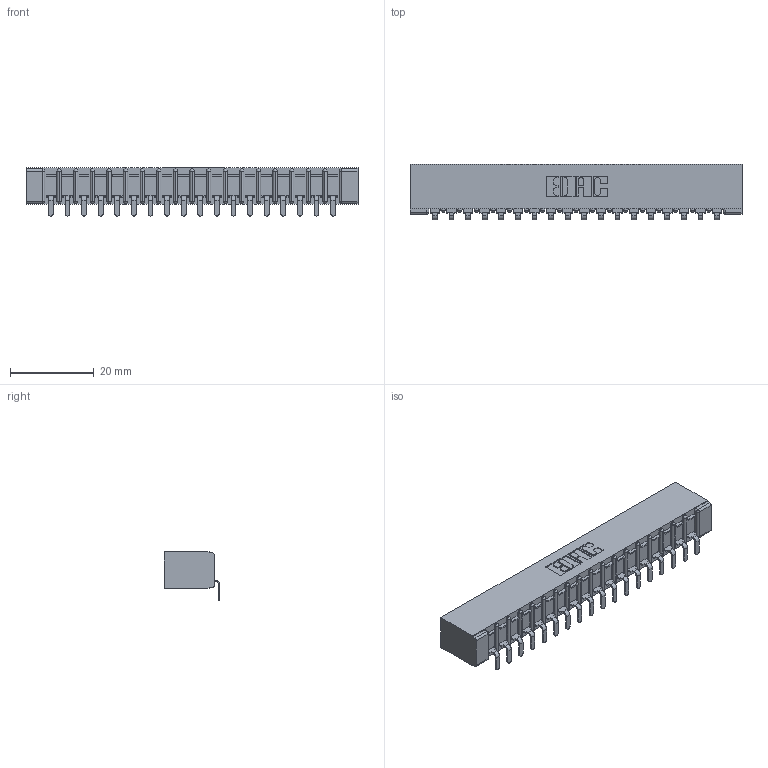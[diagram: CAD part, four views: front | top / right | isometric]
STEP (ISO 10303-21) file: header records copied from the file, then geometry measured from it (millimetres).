
FILE_DESCRIPTION (( 'STEP AP203' ), '1' );
FILE_NAME ('307-018-553-101.STEP', '2019-09-04T22:15:45', ( '' ), ( '' ), 'SwSTEP 2.0', 'SolidWorks 2016', '' );
FILE_SCHEMA (( 'CONFIG_CONTROL_DESIGN' ));
Length unit declared in the file: inch
Products named in the file (3): 307 Part_No Mounting Lugs; 307-290-002_553; 307-018-553-101
Assembly tree (19 placements, depth 2):
  307-018-553-101
    307 Part_No Mounting Lugs
    307-290-002_553  x18
Bounding box: 79.2 x 13.32 x 11.51 mm (x, y, z)
Volume: 5468.6 mm3; surface area: 10236.7 mm2
Topology: 19 solids, 19 shells, 1533 faces, 4691 edges, 3074 vertices
Faces by surface type: plane 912, cylinder 583, sphere 38
Entity records: 18966 total; most frequent: CARTESIAN_POINT 3196, ORIENTED_EDGE 3186, DIRECTION 3115, EDGE_CURVE 1593, LINE 1209, VECTOR 1209, VERTEX_POINT 1034, AXIS2_PLACEMENT_3D 953
